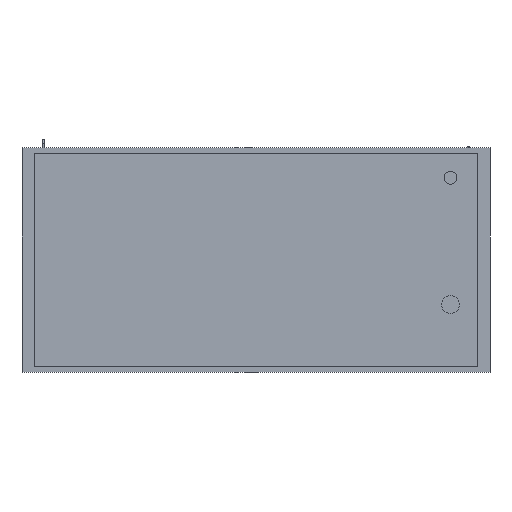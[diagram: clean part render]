
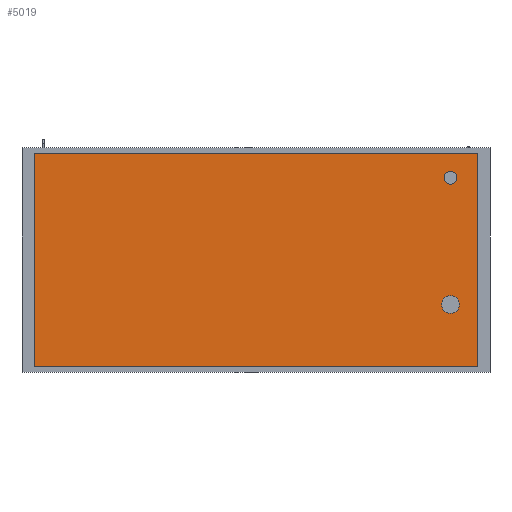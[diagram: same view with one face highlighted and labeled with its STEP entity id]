
A CAD part, front view. The second image highlights one B-rep face of the part: STEP entity #5019.
In plain terms, the highlighted planar face has unit normal (0, -1, 0).
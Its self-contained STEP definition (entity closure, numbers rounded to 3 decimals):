
#268=FACE_OUTER_BOUND('',#581,.T.);
#581=EDGE_LOOP('',(#3352,#3353,#3354,#3355));
#902=LINE('',#7294,#1510);
#906=LINE('',#7302,#1514);
#909=LINE('',#7308,#1517);
#912=LINE('',#7313,#1520);
#1510=VECTOR('',#5829,10.);
#1514=VECTOR('',#5835,10.);
#1517=VECTOR('',#5840,10.);
#1520=VECTOR('',#5845,10.);
#2114=VERTEX_POINT('',#7292);
#2115=VERTEX_POINT('',#7293);
#2118=VERTEX_POINT('',#7301);
#2120=VERTEX_POINT('',#7307);
#2598=EDGE_CURVE('',#2114,#2115,#902,.T.);
#2602=EDGE_CURVE('',#2118,#2114,#906,.T.);
#2605=EDGE_CURVE('',#2120,#2118,#909,.T.);
#2608=EDGE_CURVE('',#2115,#2120,#912,.T.);
#3352=ORIENTED_EDGE('',*,*,#2608,.F.);
#3353=ORIENTED_EDGE('',*,*,#2598,.F.);
#3354=ORIENTED_EDGE('',*,*,#2602,.F.);
#3355=ORIENTED_EDGE('',*,*,#2605,.F.);
#4762=PLANE('',#5387);
#5019=ADVANCED_FACE('',(#268),#4762,.F.);
#5387=AXIS2_PLACEMENT_3D('',#7316,#5849,#5850);
#5829=DIRECTION('',(0.,0.,1.));
#5835=DIRECTION('',(-1.,0.,0.));
#5840=DIRECTION('',(0.,0.,-1.));
#5845=DIRECTION('',(1.,0.,0.));
#5849=DIRECTION('center_axis',(0.,1.,0.));
#5850=DIRECTION('ref_axis',(0.,0.,1.));
#7292=CARTESIAN_POINT('',(-687.5,0.,-330.));
#7293=CARTESIAN_POINT('',(-687.5,0.,330.));
#7294=CARTESIAN_POINT('',(-687.5,0.,-330.));
#7301=CARTESIAN_POINT('',(687.5,0.,-330.));
#7302=CARTESIAN_POINT('',(687.5,0.,-330.));
#7307=CARTESIAN_POINT('',(687.5,0.,330.));
#7308=CARTESIAN_POINT('',(687.5,0.,330.));
#7313=CARTESIAN_POINT('',(-687.5,0.,330.));
#7316=CARTESIAN_POINT('Origin',(0.,0.,0.));
